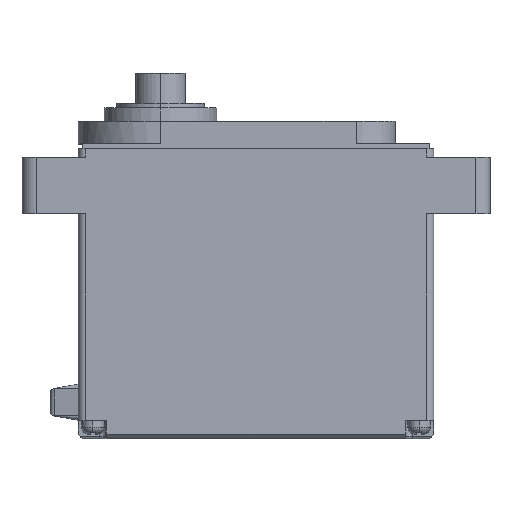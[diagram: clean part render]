
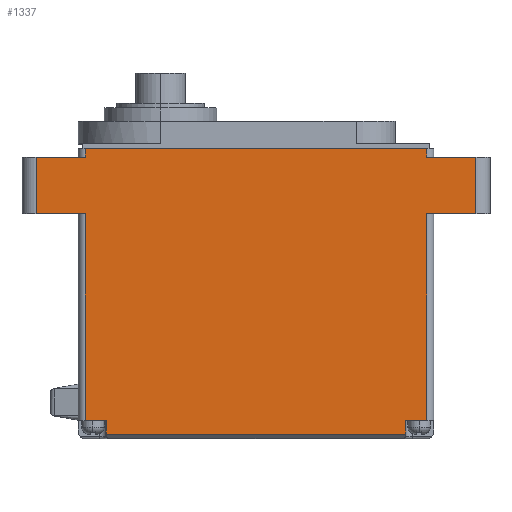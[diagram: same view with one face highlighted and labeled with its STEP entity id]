
A CAD part, top view. The second image highlights one B-rep face of the part: STEP entity #1337.
In plain terms, the highlighted planar face has unit normal (0, 0, 1).
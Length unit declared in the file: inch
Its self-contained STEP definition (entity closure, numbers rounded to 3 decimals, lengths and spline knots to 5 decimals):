
#21 = DIRECTION ( 'NONE',  ( -1., 0., 0. ) ) ;
#108 = EDGE_CURVE ( 'NONE', #4386, #2348, #936, .T. ) ;
#180 = DIRECTION ( 'NONE',  ( 0., -1., 0. ) ) ;
#184 = LINE ( 'NONE', #7828, #6889 ) ;
#225 = EDGE_CURVE ( 'NONE', #2348, #330, #631, .T. ) ;
#236 = LINE ( 'NONE', #7429, #6948 ) ;
#263 = EDGE_CURVE ( 'NONE', #7979, #2677, #3064, .T. ) ;
#330 = VERTEX_POINT ( 'NONE', #339 ) ;
#339 = CARTESIAN_POINT ( 'NONE',  ( 0.03125, 0.08, 0. ) ) ;
#341 = LINE ( 'NONE', #7934, #7045 ) ;
#369 = CARTESIAN_POINT ( 'NONE',  ( -0.1875, 1., 0. ) ) ;
#385 = VECTOR ( 'NONE', #5865, 39.37008 ) ;
#410 = LINE ( 'NONE', #7448, #7115 ) ;
#483 = AXIS2_PLACEMENT_3D ( 'NONE', #4760, #889, #5419 ) ;
#515 = CARTESIAN_POINT ( 'NONE',  ( 1.54875, 1., 0. ) ) ;
#571 = EDGE_CURVE ( 'NONE', #3245, #2677, #8274, .T. ) ;
#631 = LINE ( 'NONE', #4693, #2145 ) ;
#719 = VECTOR ( 'NONE', #2144, 39.37008 ) ;
#749 = ORIENTED_EDGE ( 'NONE', *, *, #571, .T. ) ;
#854 = CARTESIAN_POINT ( 'NONE',  ( 1.7675, 1.31, 0. ) ) ;
#889 = DIRECTION ( 'NONE',  ( 0., 0., -1. ) ) ;
#911 = CARTESIAN_POINT ( 'NONE',  ( 0.125, 0.08, 0. ) ) ;
#936 = LINE ( 'NONE', #5492, #2664 ) ;
#1043 = DIRECTION ( 'NONE',  ( 0., -1., 0. ) ) ;
#1049 = VERTEX_POINT ( 'NONE', #5493 ) ;
#1088 = CARTESIAN_POINT ( 'NONE',  ( 0.125, 0.08, 0. ) ) ;
#1097 = VERTEX_POINT ( 'NONE', #5553 ) ;
#1279 = CARTESIAN_POINT ( 'NONE',  ( -0.1875, 1.25, 0. ) ) ;
#1316 = LINE ( 'NONE', #3911, #4572 ) ;
#1337 = ADVANCED_FACE ( 'NONE', ( #6814 ), #1937, .F. ) ;
#1438 = EDGE_CURVE ( 'NONE', #4459, #1097, #410, .T. ) ;
#1486 = DIRECTION ( 'NONE',  ( 1., 0., 0. ) ) ;
#1554 = VECTOR ( 'NONE', #2102, 39.37008 ) ;
#1775 = DIRECTION ( 'NONE',  ( 0., -1., 0. ) ) ;
#1861 = VECTOR ( 'NONE', #3183, 39.37008 ) ;
#1937 = PLANE ( 'NONE',  #483 ) ;
#1969 = CARTESIAN_POINT ( 'NONE',  ( 0., 0.08, 0. ) ) ;
#1992 = DIRECTION ( 'NONE',  ( 0., -1., 0. ) ) ;
#2102 = DIRECTION ( 'NONE',  ( 0., 1., 0. ) ) ;
#2144 = DIRECTION ( 'NONE',  ( 0., 1., 0. ) ) ;
#2145 = VECTOR ( 'NONE', #180, 39.37008 ) ;
#2150 = DIRECTION ( 'NONE',  ( -1., 0., 0. ) ) ;
#2168 = CARTESIAN_POINT ( 'NONE',  ( 0.125, 0.02, 0. ) ) ;
#2180 = CARTESIAN_POINT ( 'NONE',  ( 1.83, 1.25, 0. ) ) ;
#2253 = DIRECTION ( 'NONE',  ( 1., 0., 0. ) ) ;
#2348 = VERTEX_POINT ( 'NONE', #7392 ) ;
#2365 = CARTESIAN_POINT ( 'NONE',  ( 1.455, 0.08, 0. ) ) ;
#2428 = VECTOR ( 'NONE', #1043, 39.37008 ) ;
#2548 = VECTOR ( 'NONE', #2150, 39.37008 ) ;
#2561 = ORIENTED_EDGE ( 'NONE', *, *, #4121, .T. ) ;
#2597 = ORIENTED_EDGE ( 'NONE', *, *, #6802, .T. ) ;
#2635 = LINE ( 'NONE', #369, #2428 ) ;
#2664 = VECTOR ( 'NONE', #2253, 39.37008 ) ;
#2677 = VERTEX_POINT ( 'NONE', #6045 ) ;
#2757 = LINE ( 'NONE', #2180, #2548 ) ;
#2762 = CARTESIAN_POINT ( 'NONE',  ( 1.7675, 1., 0. ) ) ;
#2822 = VERTEX_POINT ( 'NONE', #515 ) ;
#2836 = ORIENTED_EDGE ( 'NONE', *, *, #3591, .T. ) ;
#3064 = LINE ( 'NONE', #6077, #4781 ) ;
#3183 = DIRECTION ( 'NONE',  ( 1., 0., 0. ) ) ;
#3245 = VERTEX_POINT ( 'NONE', #4358 ) ;
#3255 = ORIENTED_EDGE ( 'NONE', *, *, #6679, .F. ) ;
#3338 = CARTESIAN_POINT ( 'NONE',  ( 1.54875, 1.31, 0. ) ) ;
#3389 = ORIENTED_EDGE ( 'NONE', *, *, #5202, .F. ) ;
#3408 = CARTESIAN_POINT ( 'NONE',  ( 0.03125, 1.25, 0. ) ) ;
#3493 = VERTEX_POINT ( 'NONE', #3408 ) ;
#3536 = DIRECTION ( 'NONE',  ( 0., 1., 0. ) ) ;
#3560 = DIRECTION ( 'NONE',  ( 1., 0., 0. ) ) ;
#3591 = EDGE_CURVE ( 'NONE', #1049, #3245, #2757, .T. ) ;
#3714 = EDGE_LOOP ( 'NONE', ( #4604, #3389, #3255, #2597, #7200, #3815, #2836, #749, #5447, #4921, #6698, #2561, #5778, #6805, #4689, #8016 ) ) ;
#3780 = CARTESIAN_POINT ( 'NONE',  ( 0.03125, 1.29, 0. ) ) ;
#3815 = ORIENTED_EDGE ( 'NONE', *, *, #3952, .T. ) ;
#3911 = CARTESIAN_POINT ( 'NONE',  ( 1.83, 1., 0. ) ) ;
#3952 = EDGE_CURVE ( 'NONE', #6731, #1049, #5689, .T. ) ;
#3955 = LINE ( 'NONE', #1088, #7221 ) ;
#4121 = EDGE_CURVE ( 'NONE', #4795, #4386, #2635, .T. ) ;
#4281 = EDGE_CURVE ( 'NONE', #8356, #330, #5561, .T. ) ;
#4318 = EDGE_CURVE ( 'NONE', #7979, #3493, #184, .T. ) ;
#4358 = CARTESIAN_POINT ( 'NONE',  ( 1.54875, 1.25, 0. ) ) ;
#4386 = VERTEX_POINT ( 'NONE', #7267 ) ;
#4459 = VERTEX_POINT ( 'NONE', #2168 ) ;
#4500 = CARTESIAN_POINT ( 'NONE',  ( -0.25, 1.25, 0. ) ) ;
#4572 = VECTOR ( 'NONE', #21, 39.37008 ) ;
#4604 = ORIENTED_EDGE ( 'NONE', *, *, #1438, .T. ) ;
#4677 = DIRECTION ( 'NONE',  ( -1., 0., 0. ) ) ;
#4689 = ORIENTED_EDGE ( 'NONE', *, *, #4281, .F. ) ;
#4693 = CARTESIAN_POINT ( 'NONE',  ( 0.03125, 1.31, 0. ) ) ;
#4760 = CARTESIAN_POINT ( 'NONE',  ( 0., 1.31, 0. ) ) ;
#4781 = VECTOR ( 'NONE', #1486, 39.37008 ) ;
#4795 = VERTEX_POINT ( 'NONE', #1279 ) ;
#4921 = ORIENTED_EDGE ( 'NONE', *, *, #4318, .T. ) ;
#5202 = EDGE_CURVE ( 'NONE', #5370, #1097, #8070, .T. ) ;
#5323 = LINE ( 'NONE', #4500, #1861 ) ;
#5370 = VERTEX_POINT ( 'NONE', #2365 ) ;
#5419 = DIRECTION ( 'NONE',  ( -1., 0., 0. ) ) ;
#5447 = ORIENTED_EDGE ( 'NONE', *, *, #263, .F. ) ;
#5492 = CARTESIAN_POINT ( 'NONE',  ( -0.25, 1., 0. ) ) ;
#5493 = CARTESIAN_POINT ( 'NONE',  ( 1.7675, 1.25, 0. ) ) ;
#5537 = CARTESIAN_POINT ( 'NONE',  ( 1.54875, 0.08, 0. ) ) ;
#5545 = EDGE_CURVE ( 'NONE', #4795, #3493, #5323, .T. ) ;
#5553 = CARTESIAN_POINT ( 'NONE',  ( 1.455, 0.02, 0. ) ) ;
#5561 = LINE ( 'NONE', #1969, #385 ) ;
#5689 = LINE ( 'NONE', #854, #719 ) ;
#5778 = ORIENTED_EDGE ( 'NONE', *, *, #108, .T. ) ;
#5865 = DIRECTION ( 'NONE',  ( -1., 0., 0. ) ) ;
#6045 = CARTESIAN_POINT ( 'NONE',  ( 1.54875, 1.29, 0. ) ) ;
#6077 = CARTESIAN_POINT ( 'NONE',  ( 0., 1.29, 0. ) ) ;
#6354 = VECTOR ( 'NONE', #7551, 39.37008 ) ;
#6679 = EDGE_CURVE ( 'NONE', #8385, #5370, #341, .T. ) ;
#6698 = ORIENTED_EDGE ( 'NONE', *, *, #5545, .F. ) ;
#6731 = VERTEX_POINT ( 'NONE', #2762 ) ;
#6802 = EDGE_CURVE ( 'NONE', #8385, #2822, #236, .T. ) ;
#6805 = ORIENTED_EDGE ( 'NONE', *, *, #225, .T. ) ;
#6814 = FACE_OUTER_BOUND ( 'NONE', #3714, .T. ) ;
#6889 = VECTOR ( 'NONE', #1992, 39.37008 ) ;
#6948 = VECTOR ( 'NONE', #3536, 39.37008 ) ;
#7045 = VECTOR ( 'NONE', #4677, 39.37008 ) ;
#7115 = VECTOR ( 'NONE', #3560, 39.37008 ) ;
#7200 = ORIENTED_EDGE ( 'NONE', *, *, #7341, .F. ) ;
#7221 = VECTOR ( 'NONE', #1775, 39.37008 ) ;
#7267 = CARTESIAN_POINT ( 'NONE',  ( -0.1875, 1., 0. ) ) ;
#7341 = EDGE_CURVE ( 'NONE', #6731, #2822, #1316, .T. ) ;
#7392 = CARTESIAN_POINT ( 'NONE',  ( 0.03125, 1., 0. ) ) ;
#7429 = CARTESIAN_POINT ( 'NONE',  ( 1.54875, 1.31, 0. ) ) ;
#7448 = CARTESIAN_POINT ( 'NONE',  ( 1.54875, 0.02, 0. ) ) ;
#7551 = DIRECTION ( 'NONE',  ( 0., -1., 0. ) ) ;
#7725 = EDGE_CURVE ( 'NONE', #8356, #4459, #3955, .T. ) ;
#7828 = CARTESIAN_POINT ( 'NONE',  ( 0.03125, 1.31, 0. ) ) ;
#7934 = CARTESIAN_POINT ( 'NONE',  ( 1.58, 0.08, 0. ) ) ;
#7979 = VERTEX_POINT ( 'NONE', #3780 ) ;
#8016 = ORIENTED_EDGE ( 'NONE', *, *, #7725, .T. ) ;
#8070 = LINE ( 'NONE', #8189, #6354 ) ;
#8189 = CARTESIAN_POINT ( 'NONE',  ( 1.455, 0.08, 0. ) ) ;
#8274 = LINE ( 'NONE', #3338, #1554 ) ;
#8356 = VERTEX_POINT ( 'NONE', #911 ) ;
#8385 = VERTEX_POINT ( 'NONE', #5537 ) ;
